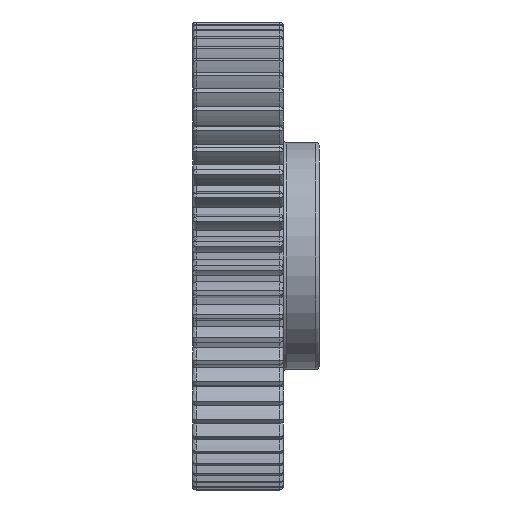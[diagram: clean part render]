
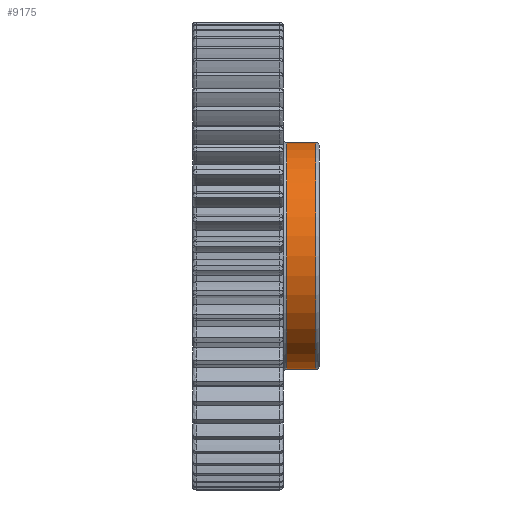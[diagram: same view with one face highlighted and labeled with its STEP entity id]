
A CAD part, front view. The second image highlights one B-rep face of the part: STEP entity #9175.
In plain terms, the highlighted cylindrical face has radius 15.875 mm (diameter 31.75 mm), a partial arc.
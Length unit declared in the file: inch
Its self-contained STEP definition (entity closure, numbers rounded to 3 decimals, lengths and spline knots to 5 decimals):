
#141 = CARTESIAN_POINT ( 'NONE',  ( 0.68, 0., -0.625 ) ) ;
#1281 = VERTEX_POINT ( 'NONE', #141 ) ;
#2479 = CARTESIAN_POINT ( 'NONE',  ( 0.68, 0., 0. ) ) ;
#2603 = DIRECTION ( 'NONE',  ( -1., 0., 0. ) ) ;
#2978 = VECTOR ( 'NONE', #2603, 39.37008 ) ;
#3320 = ORIENTED_EDGE ( 'NONE', *, *, #10511, .T. ) ;
#4081 = VERTEX_POINT ( 'NONE', #8441 ) ;
#4382 = DIRECTION ( 'NONE',  ( -1., 0., 0. ) ) ;
#7706 = ORIENTED_EDGE ( 'NONE', *, *, #23950, .T. ) ;
#7882 = LINE ( 'NONE', #15804, #13288 ) ;
#8437 = ORIENTED_EDGE ( 'NONE', *, *, #13374, .F. ) ;
#8441 = CARTESIAN_POINT ( 'NONE',  ( 0.68, 0., 0.625 ) ) ;
#9175 = ADVANCED_FACE ( 'NONE', ( #19845 ), #18091, .T. ) ;
#9640 = DIRECTION ( 'NONE',  ( 1., 0., 0. ) ) ;
#9771 = CARTESIAN_POINT ( 'NONE',  ( 0.52, 0., 0. ) ) ;
#10430 = DIRECTION ( 'NONE',  ( 0., 0., 1. ) ) ;
#10480 = CIRCLE ( 'NONE', #11277, 0.625 ) ;
#10511 = EDGE_CURVE ( 'NONE', #1281, #4081, #15224, .T. ) ;
#10543 = CARTESIAN_POINT ( 'NONE',  ( 0.7, 0., 0.625 ) ) ;
#11277 = AXIS2_PLACEMENT_3D ( 'NONE', #9771, #9640, #17303 ) ;
#12443 = AXIS2_PLACEMENT_3D ( 'NONE', #2479, #13803, #23600 ) ;
#12463 = CARTESIAN_POINT ( 'NONE',  ( 0.52, 0., 0.625 ) ) ;
#13288 = VECTOR ( 'NONE', #15549, 39.37008 ) ;
#13374 = EDGE_CURVE ( 'NONE', #1281, #16197, #7882, .T. ) ;
#13803 = DIRECTION ( 'NONE',  ( -1., 0., 0. ) ) ;
#14053 = LINE ( 'NONE', #10543, #2978 ) ;
#15224 = CIRCLE ( 'NONE', #12443, 0.625 ) ;
#15549 = DIRECTION ( 'NONE',  ( -1., 0., 0. ) ) ;
#15804 = CARTESIAN_POINT ( 'NONE',  ( 0.7, 0., -0.625 ) ) ;
#16151 = EDGE_CURVE ( 'NONE', #4081, #16836, #14053, .T. ) ;
#16197 = VERTEX_POINT ( 'NONE', #24487 ) ;
#16531 = EDGE_LOOP ( 'NONE', ( #8437, #3320, #24328, #7706 ) ) ;
#16836 = VERTEX_POINT ( 'NONE', #12463 ) ;
#17303 = DIRECTION ( 'NONE',  ( 0., 0., 1. ) ) ;
#18091 = CYLINDRICAL_SURFACE ( 'NONE', #20252, 0.625 ) ;
#19845 = FACE_OUTER_BOUND ( 'NONE', #16531, .T. ) ;
#19961 = CARTESIAN_POINT ( 'NONE',  ( 0.7, 0., 0. ) ) ;
#20252 = AXIS2_PLACEMENT_3D ( 'NONE', #19961, #4382, #10430 ) ;
#23600 = DIRECTION ( 'NONE',  ( 0., 0., -1. ) ) ;
#23950 = EDGE_CURVE ( 'NONE', #16836, #16197, #10480, .T. ) ;
#24328 = ORIENTED_EDGE ( 'NONE', *, *, #16151, .T. ) ;
#24487 = CARTESIAN_POINT ( 'NONE',  ( 0.52, 0., -0.625 ) ) ;
